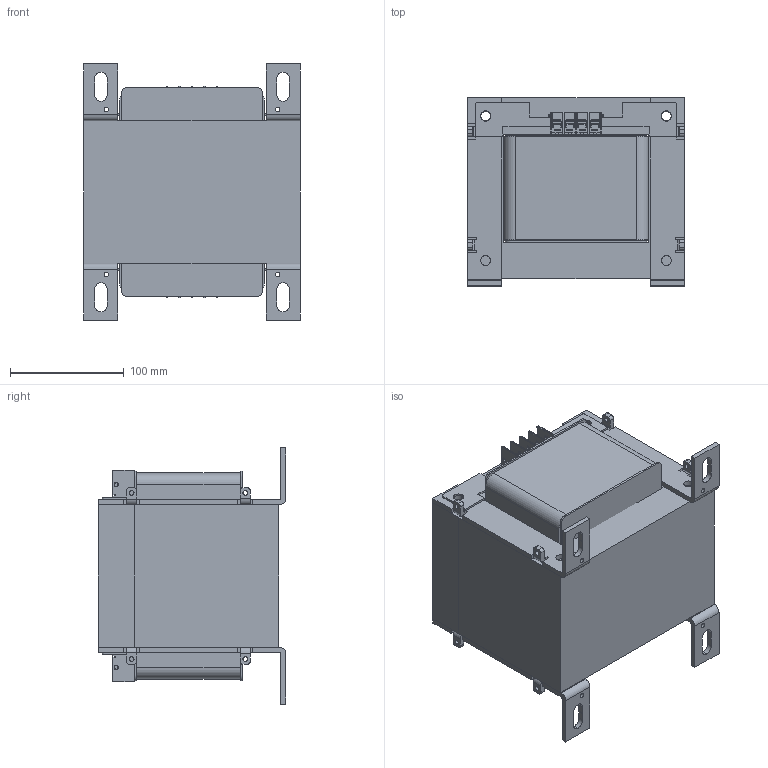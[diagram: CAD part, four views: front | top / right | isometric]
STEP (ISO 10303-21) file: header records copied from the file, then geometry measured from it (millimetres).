
FILE_DESCRIPTION (( 'STEP AP214' ), '1' );
FILE_NAME ('SP3000MQMJ.step', '2019-03-27T13:37:44', ( '' ), ( '' ), 'SwSTEP 2.0', 'SolidWorks 2018', '' );
FILE_SCHEMA (( 'AUTOMOTIVE_DESIGN' ));
Length unit declared in the file: millimetre
Products named in the file (1): SP3000MQMJ
Bounding box: 190.5 x 165 x 225 mm (x, y, z)
Volume: 4398975.5 mm3; surface area: 549157.6 mm2
Topology: 37 solids, 37 shells, 3010 faces, 8456 edges, 5452 vertices
Faces by surface type: plane 1826, cylinder 896, bspline 264, cone 24
Entity records: 122947 total; most frequent: CARTESIAN_POINT 48575, ORIENTED_EDGE 16784, DIRECTION 13506, EDGE_CURVE 8392, LINE 5564, VECTOR 5564, VERTEX_POINT 5452, AXIS2_PLACEMENT_3D 3971
